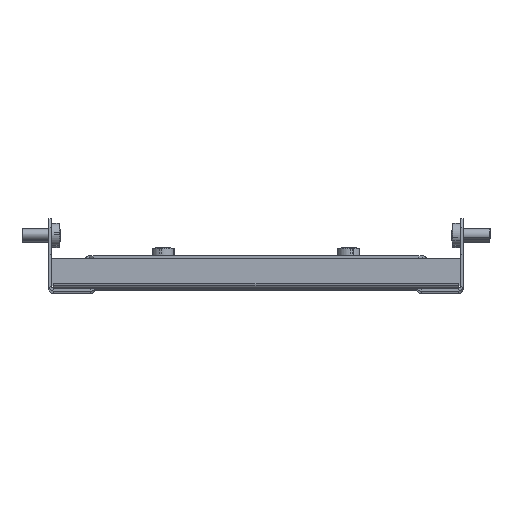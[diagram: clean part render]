
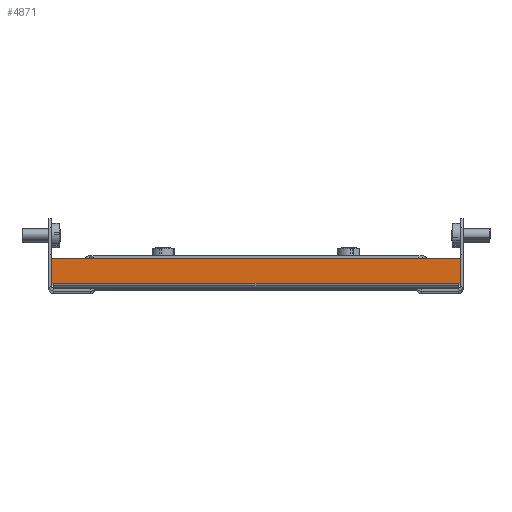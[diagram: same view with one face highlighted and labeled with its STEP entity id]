
A CAD part, top view. The second image highlights one B-rep face of the part: STEP entity #4871.
In plain terms, the highlighted face is planar.
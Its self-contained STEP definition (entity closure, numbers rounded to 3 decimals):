
#55 = CARTESIAN_POINT ( 'NONE',  ( 0., 2.5, -110. ) ) ;
#65 = VECTOR ( 'NONE', #1583, 1000. ) ;
#129 = EDGE_CURVE ( 'NONE', #2163, #677, #2772, .T. ) ;
#192 = LINE ( 'NONE', #3656, #1457 ) ;
#530 = ORIENTED_EDGE ( 'NONE', *, *, #4323, .T. ) ;
#657 = CARTESIAN_POINT ( 'NONE',  ( 0., 2.5, -110. ) ) ;
#677 = VERTEX_POINT ( 'NONE', #960 ) ;
#909 = ORIENTED_EDGE ( 'NONE', *, *, #3154, .T. ) ;
#960 = CARTESIAN_POINT ( 'NONE',  ( 0., 2.5, 109. ) ) ;
#1022 = ORIENTED_EDGE ( 'NONE', *, *, #129, .F. ) ;
#1195 = LINE ( 'NONE', #3582, #3833 ) ;
#1214 = VECTOR ( 'NONE', #3407, 1000. ) ;
#1319 = FACE_OUTER_BOUND ( 'NONE', #4342, .T. ) ;
#1412 = ORIENTED_EDGE ( 'NONE', *, *, #4486, .T. ) ;
#1457 = VECTOR ( 'NONE', #1755, 1000. ) ;
#1496 = LINE ( 'NONE', #1946, #3753 ) ;
#1583 = DIRECTION ( 'NONE',  ( 0., 0., -1. ) ) ;
#1588 = EDGE_CURVE ( 'NONE', #3017, #4929, #2249, .T. ) ;
#1687 = AXIS2_PLACEMENT_3D ( 'NONE', #4505, #2239, #2604 ) ;
#1755 = DIRECTION ( 'NONE',  ( 0., -1., 0. ) ) ;
#1827 = CARTESIAN_POINT ( 'NONE',  ( 0., 2.5, -109. ) ) ;
#1900 = ORIENTED_EDGE ( 'NONE', *, *, #3275, .F. ) ;
#1946 = CARTESIAN_POINT ( 'NONE',  ( 0., 0., 110. ) ) ;
#1985 = VERTEX_POINT ( 'NONE', #4581 ) ;
#2062 = CARTESIAN_POINT ( 'NONE',  ( 0., 2.5, -110. ) ) ;
#2112 = VECTOR ( 'NONE', #3207, 1000. ) ;
#2163 = VERTEX_POINT ( 'NONE', #2305 ) ;
#2239 = DIRECTION ( 'NONE',  ( 1., 0., 0. ) ) ;
#2249 = LINE ( 'NONE', #3779, #1214 ) ;
#2305 = CARTESIAN_POINT ( 'NONE',  ( 0., 2.5, 110. ) ) ;
#2320 = DIRECTION ( 'NONE',  ( 0., 1., 0. ) ) ;
#2604 = DIRECTION ( 'NONE',  ( 0., 1., 0. ) ) ;
#2772 = LINE ( 'NONE', #2062, #2112 ) ;
#2808 = DIRECTION ( 'NONE',  ( 0., 0., -1. ) ) ;
#2851 = PLANE ( 'NONE',  #1687 ) ;
#2983 = CARTESIAN_POINT ( 'NONE',  ( 0., 16., -110. ) ) ;
#3017 = VERTEX_POINT ( 'NONE', #1827 ) ;
#3020 = VERTEX_POINT ( 'NONE', #2983 ) ;
#3154 = EDGE_CURVE ( 'NONE', #2163, #1985, #1496, .T. ) ;
#3207 = DIRECTION ( 'NONE',  ( 0., 0., -1. ) ) ;
#3275 = EDGE_CURVE ( 'NONE', #677, #3017, #4350, .T. ) ;
#3407 = DIRECTION ( 'NONE',  ( 0., 0., -1. ) ) ;
#3582 = CARTESIAN_POINT ( 'NONE',  ( 0., 16., 0. ) ) ;
#3656 = CARTESIAN_POINT ( 'NONE',  ( 0., 0., -110. ) ) ;
#3753 = VECTOR ( 'NONE', #2320, 1000. ) ;
#3779 = CARTESIAN_POINT ( 'NONE',  ( 0., 2.5, -110. ) ) ;
#3833 = VECTOR ( 'NONE', #2808, 1000. ) ;
#3956 = ORIENTED_EDGE ( 'NONE', *, *, #1588, .F. ) ;
#4323 = EDGE_CURVE ( 'NONE', #1985, #3020, #1195, .T. ) ;
#4342 = EDGE_LOOP ( 'NONE', ( #1022, #909, #530, #1412, #3956, #1900 ) ) ;
#4350 = LINE ( 'NONE', #55, #65 ) ;
#4486 = EDGE_CURVE ( 'NONE', #3020, #4929, #192, .T. ) ;
#4505 = CARTESIAN_POINT ( 'NONE',  ( 0., 0., 0. ) ) ;
#4581 = CARTESIAN_POINT ( 'NONE',  ( 0., 16., 110. ) ) ;
#4871 = ADVANCED_FACE ( 'NONE', ( #1319 ), #2851, .F. ) ;
#4929 = VERTEX_POINT ( 'NONE', #657 ) ;
